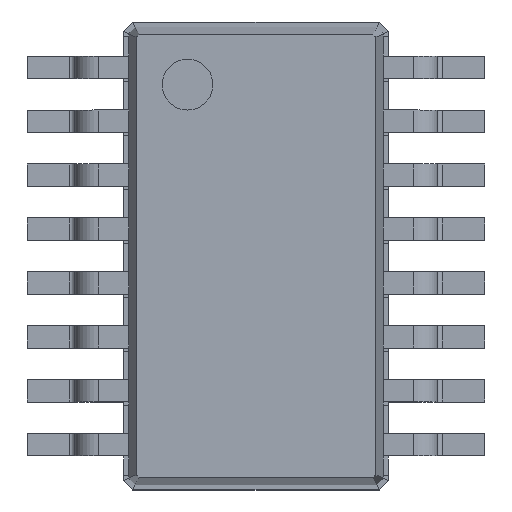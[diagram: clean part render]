
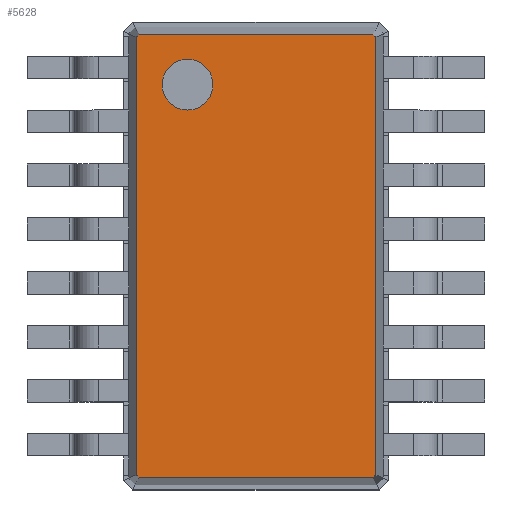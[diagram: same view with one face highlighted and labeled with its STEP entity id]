
A CAD part, top view. The second image highlights one B-rep face of the part: STEP entity #5628.
In plain terms, the highlighted planar face has unit normal (0, 0, 1).
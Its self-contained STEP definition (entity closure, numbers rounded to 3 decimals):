
#14=FACE_BOUND('',#870,.T.);
#267=CIRCLE('',#6020,0.25);
#571=FACE_OUTER_BOUND('',#869,.T.);
#869=EDGE_LOOP('',(#5076,#5077,#5078,#5079,#5080,#5081,#5082,#5083,#5084,
#5085,#5086,#5087));
#870=EDGE_LOOP('',(#5088));
#897=LINE('',#7660,#1564);
#902=LINE('',#7669,#1569);
#962=LINE('',#7804,#1629);
#1132=LINE('',#8213,#1799);
#1136=LINE('',#8222,#1803);
#1204=LINE('',#8390,#1871);
#1303=LINE('',#8621,#1970);
#1305=LINE('',#8626,#1972);
#1485=LINE('',#9068,#2152);
#1532=LINE('',#9176,#2199);
#1533=LINE('',#9179,#2200);
#1538=LINE('',#9191,#2205);
#1564=VECTOR('',#6119,10.);
#1569=VECTOR('',#6126,1.);
#1629=VECTOR('',#6244,1.);
#1799=VECTOR('',#6642,10.);
#1803=VECTOR('',#6650,1.);
#1871=VECTOR('',#6822,1.);
#1970=VECTOR('',#7033,1.);
#1972=VECTOR('',#7039,10.);
#2152=VECTOR('',#7465,1.);
#2199=VECTOR('',#7568,1.);
#2200=VECTOR('',#7573,10.);
#2205=VECTOR('',#7590,1.);
#2232=VERTEX_POINT('',#7656);
#2234=VERTEX_POINT('',#7659);
#2237=VERTEX_POINT('',#7667);
#2283=VERTEX_POINT('',#7803);
#2408=VERTEX_POINT('',#8211);
#2411=VERTEX_POINT('',#8221);
#2459=VERTEX_POINT('',#8388);
#2533=VERTEX_POINT('',#8615);
#2535=VERTEX_POINT('',#8619);
#2536=VERTEX_POINT('',#8625);
#2670=VERTEX_POINT('',#9036);
#2675=VERTEX_POINT('',#9067);
#2708=VERTEX_POINT('',#9174);
#2737=EDGE_CURVE('',#2232,#2234,#897,.T.);
#2742=EDGE_CURVE('',#2237,#2232,#902,.T.);
#2810=EDGE_CURVE('',#2234,#2283,#962,.T.);
#3016=EDGE_CURVE('',#2283,#2408,#1132,.T.);
#3020=EDGE_CURVE('',#2408,#2411,#1136,.T.);
#3104=EDGE_CURVE('',#2459,#2237,#1204,.T.);
#3219=EDGE_CURVE('',#2535,#2533,#1303,.T.);
#3221=EDGE_CURVE('',#2533,#2536,#1305,.T.);
#3430=EDGE_CURVE('',#2670,#2670,#267,.T.);
#3443=EDGE_CURVE('',#2536,#2675,#1485,.T.);
#3498=EDGE_CURVE('',#2708,#2459,#1532,.T.);
#3499=EDGE_CURVE('',#2675,#2708,#1533,.T.);
#3504=EDGE_CURVE('',#2411,#2535,#1538,.T.);
#5076=ORIENTED_EDGE('',*,*,#3104,.F.);
#5077=ORIENTED_EDGE('',*,*,#3498,.F.);
#5078=ORIENTED_EDGE('',*,*,#3499,.F.);
#5079=ORIENTED_EDGE('',*,*,#3443,.F.);
#5080=ORIENTED_EDGE('',*,*,#3221,.F.);
#5081=ORIENTED_EDGE('',*,*,#3219,.F.);
#5082=ORIENTED_EDGE('',*,*,#3504,.F.);
#5083=ORIENTED_EDGE('',*,*,#3020,.F.);
#5084=ORIENTED_EDGE('',*,*,#3016,.F.);
#5085=ORIENTED_EDGE('',*,*,#2810,.F.);
#5086=ORIENTED_EDGE('',*,*,#2737,.F.);
#5087=ORIENTED_EDGE('',*,*,#2742,.F.);
#5088=ORIENTED_EDGE('',*,*,#3430,.F.);
#5330=PLANE('',#6070);
#5628=ADVANCED_FACE('',(#571,#14),#5330,.T.);
#6020=AXIS2_PLACEMENT_3D('',#9037,#7424,#7425);
#6070=AXIS2_PLACEMENT_3D('',#9190,#7588,#7589);
#6119=DIRECTION('',(1.,0.,0.));
#6126=DIRECTION('',(0.707,-0.707,0.));
#6244=DIRECTION('',(0.,-1.,0.));
#6642=DIRECTION('',(-1.,0.,0.));
#6650=DIRECTION('',(-0.707,-0.707,0.));
#6822=DIRECTION('',(1.,0.,0.));
#7033=DIRECTION('',(-0.707,0.707,0.));
#7039=DIRECTION('',(-1.,0.,0.));
#7424=DIRECTION('center_axis',(0.,0.,1.));
#7425=DIRECTION('ref_axis',(0.,-1.,0.));
#7465=DIRECTION('',(0.,1.,0.));
#7568=DIRECTION('',(0.707,0.707,0.));
#7573=DIRECTION('',(1.,0.,0.));
#7588=DIRECTION('center_axis',(0.,0.,1.));
#7589=DIRECTION('ref_axis',(0.583,-0.812,0.));
#7590=DIRECTION('',(-1.,0.,0.));
#7656=CARTESIAN_POINT('',(0.968,2.265,0.95));
#7659=CARTESIAN_POINT('',(0.979,2.265,0.95));
#7660=CARTESIAN_POINT('',(-1.075,2.265,0.95));
#7667=CARTESIAN_POINT('',(0.949,2.284,0.95));
#7669=CARTESIAN_POINT('',(0.949,2.284,0.95));
#7803=CARTESIAN_POINT('',(0.979,-2.055,0.95));
#7804=CARTESIAN_POINT('',(0.979,1.969,0.95));
#8211=CARTESIAN_POINT('',(0.968,-2.055,0.95));
#8213=CARTESIAN_POINT('',(-1.075,-2.055,0.95));
#8221=CARTESIAN_POINT('',(0.949,-2.074,0.95));
#8222=CARTESIAN_POINT('',(0.979,-2.044,0.95));
#8388=CARTESIAN_POINT('',(-1.349,2.284,0.95));
#8390=CARTESIAN_POINT('',(-1.749,2.284,0.95));
#8615=CARTESIAN_POINT('',(-1.368,-2.055,0.95));
#8619=CARTESIAN_POINT('',(-1.349,-2.074,0.95));
#8621=CARTESIAN_POINT('',(-1.349,-2.074,0.95));
#8625=CARTESIAN_POINT('',(-1.379,-2.055,0.95));
#8626=CARTESIAN_POINT('',(-0.675,-2.055,0.95));
#9036=CARTESIAN_POINT('',(-0.873,2.038,0.95));
#9037=CARTESIAN_POINT('Origin',(-0.873,1.788,0.95));
#9067=CARTESIAN_POINT('',(-1.379,2.265,0.95));
#9068=CARTESIAN_POINT('',(-1.379,-1.669,0.95));
#9174=CARTESIAN_POINT('',(-1.368,2.265,0.95));
#9176=CARTESIAN_POINT('',(-1.379,2.254,0.95));
#9179=CARTESIAN_POINT('',(-0.675,2.265,0.95));
#9190=CARTESIAN_POINT('Origin',(-1.349,2.059,0.95));
#9191=CARTESIAN_POINT('',(0.949,-2.074,0.95));
